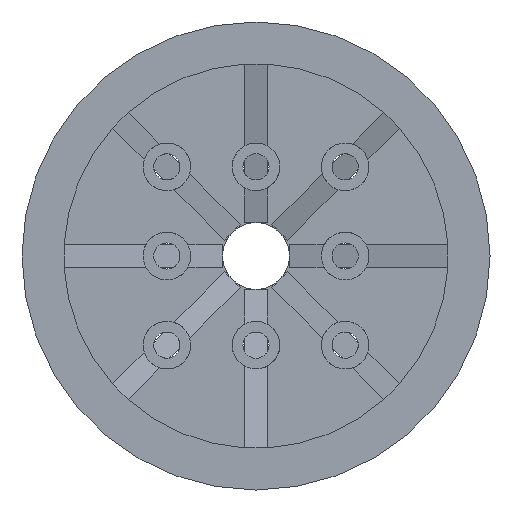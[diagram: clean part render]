
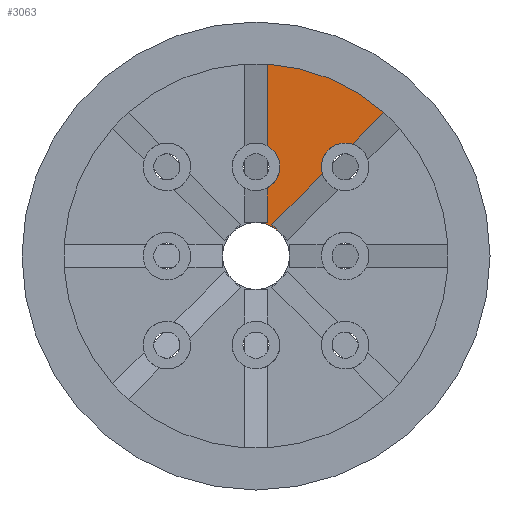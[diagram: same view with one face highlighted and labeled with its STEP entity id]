
A CAD part, front view. The second image highlights one B-rep face of the part: STEP entity #3063.
In plain terms, the highlighted planar face has unit normal (0, -1, 0).
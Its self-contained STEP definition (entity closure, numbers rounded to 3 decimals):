
#158=CIRCLE('',#3299,34.5);
#159=CIRCLE('',#3300,4.265);
#160=CIRCLE('',#3301,6.);
#161=CIRCLE('',#3302,4.265);
#309=FACE_OUTER_BOUND('',#490,.T.);
#490=EDGE_LOOP('',(#2292,#2293,#2294,#2295,#2296,#2297,#2298,#2299,#2300,
#2301,#2302));
#797=LINE('',#4775,#1085);
#803=LINE('',#4791,#1091);
#826=LINE('',#4870,#1114);
#827=LINE('',#4874,#1115);
#828=LINE('',#4876,#1116);
#829=LINE('',#4880,#1117);
#830=LINE('',#4882,#1118);
#1085=VECTOR('',#3810,2.);
#1091=VECTOR('',#3824,12.86);
#1114=VECTOR('',#3909,8.048);
#1115=VECTOR('',#3912,0.2);
#1116=VECTOR('',#3913,14.663);
#1117=VECTOR('',#3916,6.233);
#1118=VECTOR('',#3917,2.);
#1400=VERTEX_POINT('',#4772);
#1401=VERTEX_POINT('',#4774);
#1407=VERTEX_POINT('',#4789);
#1431=VERTEX_POINT('',#4868);
#1432=VERTEX_POINT('',#4869);
#1433=VERTEX_POINT('',#4871);
#1434=VERTEX_POINT('',#4873);
#1435=VERTEX_POINT('',#4875);
#1436=VERTEX_POINT('',#4877);
#1437=VERTEX_POINT('',#4879);
#1438=VERTEX_POINT('',#4881);
#1737=EDGE_CURVE('',#1401,#1400,#797,.T.);
#1745=EDGE_CURVE('',#1400,#1407,#803,.T.);
#1786=EDGE_CURVE('',#1431,#1432,#826,.T.);
#1787=EDGE_CURVE('',#1433,#1432,#158,.T.);
#1788=EDGE_CURVE('',#1434,#1433,#827,.T.);
#1789=EDGE_CURVE('',#1434,#1435,#828,.T.);
#1790=EDGE_CURVE('',#1436,#1435,#159,.T.);
#1791=EDGE_CURVE('',#1436,#1437,#829,.T.);
#1792=EDGE_CURVE('',#1437,#1438,#830,.T.);
#1793=EDGE_CURVE('',#1438,#1401,#160,.T.);
#1794=EDGE_CURVE('',#1431,#1407,#161,.T.);
#2292=ORIENTED_EDGE('',*,*,#1786,.T.);
#2293=ORIENTED_EDGE('',*,*,#1787,.F.);
#2294=ORIENTED_EDGE('',*,*,#1788,.F.);
#2295=ORIENTED_EDGE('',*,*,#1789,.T.);
#2296=ORIENTED_EDGE('',*,*,#1790,.F.);
#2297=ORIENTED_EDGE('',*,*,#1791,.T.);
#2298=ORIENTED_EDGE('',*,*,#1792,.T.);
#2299=ORIENTED_EDGE('',*,*,#1793,.T.);
#2300=ORIENTED_EDGE('',*,*,#1737,.T.);
#2301=ORIENTED_EDGE('',*,*,#1745,.T.);
#2302=ORIENTED_EDGE('',*,*,#1794,.F.);
#2924=PLANE('',#3298);
#3063=ADVANCED_FACE('',(#309),#2924,.F.);
#3298=AXIS2_PLACEMENT_3D('',#4867,#3907,#3908);
#3299=AXIS2_PLACEMENT_3D('',#4872,#3910,#3911);
#3300=AXIS2_PLACEMENT_3D('',#4878,#3914,#3915);
#3301=AXIS2_PLACEMENT_3D('',#4883,#3918,#3919);
#3302=AXIS2_PLACEMENT_3D('',#4884,#3920,#3921);
#3810=DIRECTION('',(-0.707,0.,0.707));
#3824=DIRECTION('',(0.707,0.,0.707));
#3907=DIRECTION('center_axis',(0.,1.,0.));
#3908=DIRECTION('ref_axis',(0.,0.,1.));
#3909=DIRECTION('',(0.707,0.,0.707));
#3910=DIRECTION('center_axis',(0.,1.,0.));
#3911=DIRECTION('ref_axis',(0.064,0.,0.998));
#3912=DIRECTION('',(1.,0.,0.));
#3913=DIRECTION('',(0.,0.,-1.));
#3914=DIRECTION('center_axis',(0.,-1.,0.));
#3915=DIRECTION('ref_axis',(1.,0.,0.));
#3916=DIRECTION('',(0.,0.,-1.));
#3917=DIRECTION('',(-1.,0.,0.));
#3918=DIRECTION('center_axis',(0.,1.,0.));
#3919=DIRECTION('ref_axis',(1.,0.,0.));
#3920=DIRECTION('center_axis',(0.,-1.,0.));
#3921=DIRECTION('ref_axis',(1.,0.,0.));
#4772=CARTESIAN_POINT('',(2.828,7.,5.657));
#4774=CARTESIAN_POINT('',(4.243,7.,4.243));
#4775=CARTESIAN_POINT('',(4.243,7.,4.243));
#4789=CARTESIAN_POINT('',(11.922,7.,14.751));
#4791=CARTESIAN_POINT('',(6.276,7.,9.105));
#4867=CARTESIAN_POINT('Origin',(0.,7.,0.));
#4868=CARTESIAN_POINT('',(17.249,7.,20.078));
#4869=CARTESIAN_POINT('',(22.94,7.,25.768));
#4870=CARTESIAN_POINT('',(6.276,7.,9.105));
#4871=CARTESIAN_POINT('',(2.2,7.,34.43));
#4872=CARTESIAN_POINT('Origin',(0.,7.,0.));
#4873=CARTESIAN_POINT('',(2.,7.,34.43));
#4874=CARTESIAN_POINT('',(-2.,7.,34.43));
#4875=CARTESIAN_POINT('',(2.,7.,19.767));
#4876=CARTESIAN_POINT('',(2.,7.,10.876));
#4877=CARTESIAN_POINT('',(2.,7.,12.233));
#4878=CARTESIAN_POINT('Origin',(0.,7.,16.));
#4879=CARTESIAN_POINT('',(2.,7.,6.));
#4880=CARTESIAN_POINT('',(2.,7.,10.876));
#4881=CARTESIAN_POINT('',(0.,7.,6.));
#4882=CARTESIAN_POINT('',(0.,7.,6.));
#4883=CARTESIAN_POINT('Origin',(0.,7.,0.));
#4884=CARTESIAN_POINT('Origin',(16.,7.,16.));
